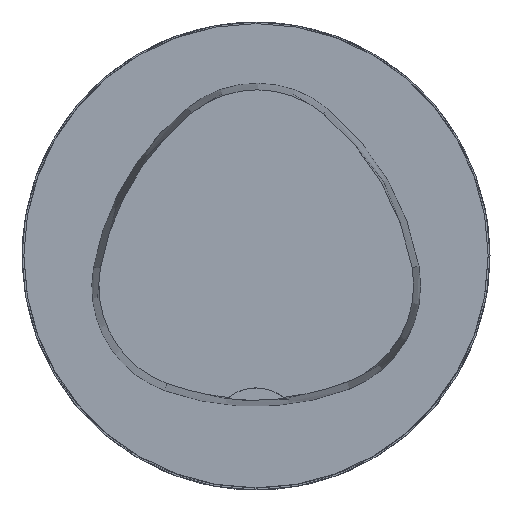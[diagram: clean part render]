
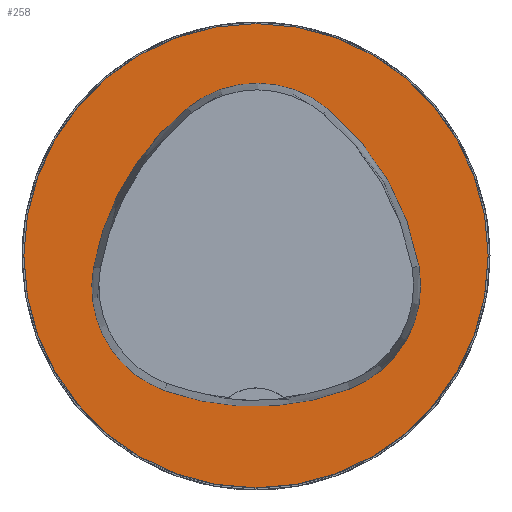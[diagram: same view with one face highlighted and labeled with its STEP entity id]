
A CAD part, top view. The second image highlights one B-rep face of the part: STEP entity #258.
In plain terms, the highlighted planar face has unit normal (0, 0, 1).
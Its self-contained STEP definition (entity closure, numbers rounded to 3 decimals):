
#149=FACE_BOUND('',#492,.T.);
#150=FACE_BOUND('',#493,.T.);
#197=CIRCLE('',#1757,31.5);
#198=CIRCLE('',#1763,36.);
#200=CIRCLE('',#1766,15.);
#202=CIRCLE('',#1769,36.);
#204=CIRCLE('',#1772,15.);
#208=CIRCLE('',#1777,36.);
#210=CIRCLE('',#1780,15.);
#258=ADVANCED_FACE('',(#149,#150),#329,.T.);
#329=PLANE('',#1785);
#492=EDGE_LOOP('',(#763,#764,#765,#766,#767,#768));
#493=EDGE_LOOP('',(#769));
#763=ORIENTED_EDGE('',*,*,#1279,.T.);
#764=ORIENTED_EDGE('',*,*,#1259,.T.);
#765=ORIENTED_EDGE('',*,*,#1263,.T.);
#766=ORIENTED_EDGE('',*,*,#1266,.T.);
#767=ORIENTED_EDGE('',*,*,#1269,.T.);
#768=ORIENTED_EDGE('',*,*,#1277,.T.);
#769=ORIENTED_EDGE('',*,*,#1250,.F.);
#1083=VERTEX_POINT('',#2674);
#1092=VERTEX_POINT('',#2693);
#1093=VERTEX_POINT('',#2694);
#1096=VERTEX_POINT('',#2702);
#1098=VERTEX_POINT('',#2708);
#1100=VERTEX_POINT('',#2714);
#1107=VERTEX_POINT('',#2735);
#1250=EDGE_CURVE('',#1083,#1083,#197,.T.);
#1259=EDGE_CURVE('',#1092,#1093,#198,.T.);
#1263=EDGE_CURVE('',#1093,#1096,#200,.T.);
#1266=EDGE_CURVE('',#1096,#1098,#202,.T.);
#1269=EDGE_CURVE('',#1098,#1100,#204,.T.);
#1277=EDGE_CURVE('',#1100,#1107,#208,.T.);
#1279=EDGE_CURVE('',#1107,#1092,#210,.T.);
#1757=AXIS2_PLACEMENT_3D('',#2673,#2024,#2025);
#1763=AXIS2_PLACEMENT_3D('',#2692,#2040,#2041);
#1766=AXIS2_PLACEMENT_3D('',#2701,#2048,#2049);
#1769=AXIS2_PLACEMENT_3D('',#2707,#2055,#2056);
#1772=AXIS2_PLACEMENT_3D('',#2713,#2062,#2063);
#1777=AXIS2_PLACEMENT_3D('',#2736,#2074,#2075);
#1780=AXIS2_PLACEMENT_3D('',#2739,#2080,#2081);
#1785=AXIS2_PLACEMENT_3D('',#2744,#2090,#2091);
#2024=DIRECTION('',(0.,0.,-1.));
#2025=DIRECTION('',(-1.,0.,0.));
#2040=DIRECTION('',(0.,0.,-1.));
#2041=DIRECTION('',(-1.,0.,0.));
#2048=DIRECTION('',(0.,0.,-1.));
#2049=DIRECTION('',(-1.,0.,0.));
#2055=DIRECTION('',(0.,0.,-1.));
#2056=DIRECTION('',(-1.,0.,0.));
#2062=DIRECTION('',(0.,0.,-1.));
#2063=DIRECTION('',(-1.,0.,0.));
#2074=DIRECTION('',(0.,0.,-1.));
#2075=DIRECTION('',(-1.,0.,0.));
#2080=DIRECTION('',(0.,0.,-1.));
#2081=DIRECTION('',(-1.,0.,0.));
#2090=DIRECTION('',(0.,0.,1.));
#2091=DIRECTION('',(-1.,0.,0.));
#2673=CARTESIAN_POINT('',(0.,0.,0.));
#2674=CARTESIAN_POINT('',(-31.5,0.,0.));
#2692=CARTESIAN_POINT('',(13.398,-7.893,0.));
#2693=CARTESIAN_POINT('',(-22.041,-1.562,0.));
#2694=CARTESIAN_POINT('',(-9.317,20.036,0.));
#2701=CARTESIAN_POINT('',(0.148,8.399,0.));
#2702=CARTESIAN_POINT('',(9.779,19.898,0.));
#2707=CARTESIAN_POINT('',(-13.337,-7.7,0.));
#2708=CARTESIAN_POINT('',(22.122,-1.48,0.));
#2713=CARTESIAN_POINT('',(7.347,-4.071,0.));
#2714=CARTESIAN_POINT('',(12.693,-18.087,0.));
#2735=CARTESIAN_POINT('',(-12.373,-18.307,0.));
#2736=CARTESIAN_POINT('',(-0.137,15.55,0.));
#2739=CARTESIAN_POINT('',(-7.275,-4.2,0.));
#2744=CARTESIAN_POINT('',(0.,0.,0.));
